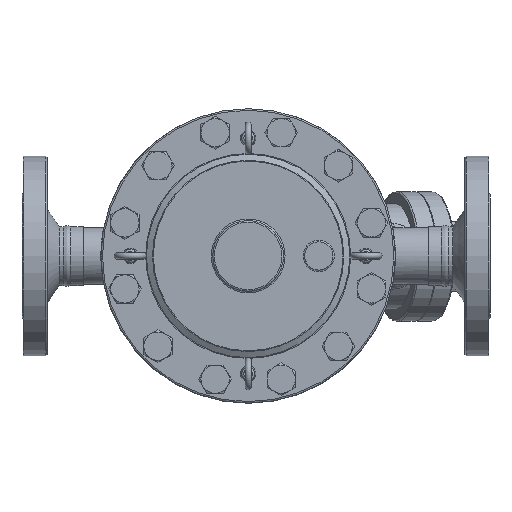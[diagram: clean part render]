
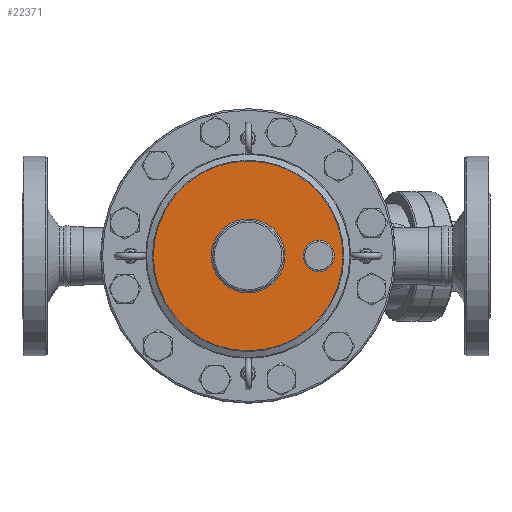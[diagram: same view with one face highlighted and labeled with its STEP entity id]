
A CAD part, top view. The second image highlights one B-rep face of the part: STEP entity #22371.
In plain terms, the highlighted planar face has unit normal (0, 0, 1).
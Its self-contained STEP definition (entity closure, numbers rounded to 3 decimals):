
#22309=CARTESIAN_POINT('',(110.0,0.,76.));
#22310=VERTEX_POINT('',#22309);
#22311=CARTESIAN_POINT('',(90.0,0.0,76.));
#22312=DIRECTION('',(0.0,0.0,1.0));
#22313=DIRECTION('',(-1.0,0.0,0.0));
#22314=AXIS2_PLACEMENT_3D('',#22311,#22312,#22313);
#22315=CIRCLE('',#22314,20.0);
#22316=EDGE_CURVE('',#22310,#22310,#22315,.T.);
#22341=CARTESIAN_POINT('',(60.67,0.0,76.));
#22342=DIRECTION('',(0.0,0.0,1.0));
#22343=DIRECTION('',(1.0,0.0,0.0));
#22344=AXIS2_PLACEMENT_3D('',#22341,#22342,#22343);
#22345=PLANE('',#22344);
#22346=CARTESIAN_POINT('',(120.804,0.,76.));
#22347=VERTEX_POINT('',#22346);
#22348=CARTESIAN_POINT('',(0.,0.0,76.));
#22349=DIRECTION('',(0.0,0.0,-1.0));
#22350=DIRECTION('',(-1.0,0.0,0.0));
#22351=AXIS2_PLACEMENT_3D('',#22348,#22349,#22350);
#22352=CIRCLE('',#22351,120.804);
#22353=EDGE_CURVE('',#22347,#22347,#22352,.T.);
#22354=ORIENTED_EDGE('',*,*,#22353,.F.);
#22355=EDGE_LOOP('',(#22354));
#22356=FACE_OUTER_BOUND('',#22355,.T.);
#22357=CARTESIAN_POINT('',(47.0,0.,76.));
#22358=VERTEX_POINT('',#22357);
#22359=CARTESIAN_POINT('',(0.,0.0,76.));
#22360=DIRECTION('',(0.0,0.0,1.0));
#22361=DIRECTION('',(-1.0,0.0,0.0));
#22362=AXIS2_PLACEMENT_3D('',#22359,#22360,#22361);
#22363=CIRCLE('',#22362,47.0);
#22364=EDGE_CURVE('',#22358,#22358,#22363,.T.);
#22365=ORIENTED_EDGE('',*,*,#22364,.F.);
#22366=EDGE_LOOP('',(#22365));
#22367=FACE_BOUND('',#22366,.T.);
#22368=ORIENTED_EDGE('',*,*,#22316,.F.);
#22369=EDGE_LOOP('',(#22368));
#22370=FACE_BOUND('',#22369,.T.);
#22371=ADVANCED_FACE('',(#22356,#22367,#22370),#22345,.T.);
